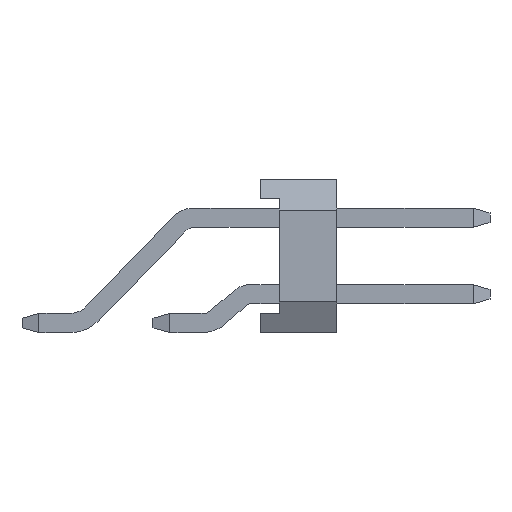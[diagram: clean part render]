
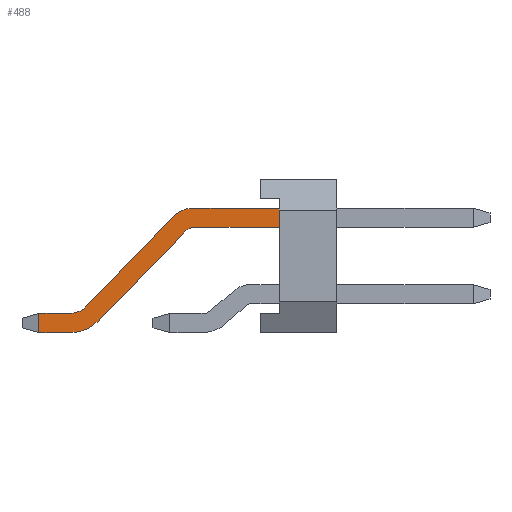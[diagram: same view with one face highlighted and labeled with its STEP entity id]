
A CAD part, left-side view. The second image highlights one B-rep face of the part: STEP entity #488.
In plain terms, the highlighted planar face has unit normal (-1, 0, 0).
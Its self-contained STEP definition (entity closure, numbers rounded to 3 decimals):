
#488=ADVANCED_FACE('',(#1040),#1041,.F.);
#1040=FACE_OUTER_BOUND('',#1641,.T.);
#1041=PLANE('',#1642);
#1641=EDGE_LOOP('',(#3073,#3074,#3075,#3076,#3077,#3078,#3079,#3080,#3081,#3082,#3083,#3084));
#1642=AXIS2_PLACEMENT_3D('',#3085,#3086,#3087);
#3073=ORIENTED_EDGE('',*,*,#4158,.F.);
#3074=ORIENTED_EDGE('',*,*,#4170,.T.);
#3075=ORIENTED_EDGE('',*,*,#3709,.F.);
#3076=ORIENTED_EDGE('',*,*,#3851,.T.);
#3077=ORIENTED_EDGE('',*,*,#4002,.T.);
#3078=ORIENTED_EDGE('',*,*,#3677,.T.);
#3079=ORIENTED_EDGE('',*,*,#4015,.T.);
#3080=ORIENTED_EDGE('',*,*,#4171,.T.);
#3081=ORIENTED_EDGE('',*,*,#4172,.F.);
#3082=ORIENTED_EDGE('',*,*,#4132,.T.);
#3083=ORIENTED_EDGE('',*,*,#3655,.T.);
#3084=ORIENTED_EDGE('',*,*,#3798,.T.);
#3085=CARTESIAN_POINT('',(-2.25,-0.443,-0.304));
#3086=DIRECTION('',(1.0,0.,0.));
#3087=DIRECTION('',(0.,1.0,0.));
#3655=EDGE_CURVE('',#4404,#4402,#4405,.T.);
#3677=EDGE_CURVE('',#4441,#4442,#4443,.T.);
#3709=EDGE_CURVE('',#4493,#4495,#4496,.T.);
#3798=EDGE_CURVE('',#4402,#4639,#4642,.T.);
#3851=EDGE_CURVE('',#4493,#4720,#4722,.T.);
#4002=EDGE_CURVE('',#4720,#4441,#4954,.T.);
#4015=EDGE_CURVE('',#4442,#4470,#4968,.T.);
#4132=EDGE_CURVE('',#5114,#4404,#5115,.T.);
#4158=EDGE_CURVE('',#5148,#4639,#5150,.T.);
#4170=EDGE_CURVE('',#5148,#4495,#5165,.T.);
#4171=EDGE_CURVE('',#4470,#5166,#5167,.T.);
#4172=EDGE_CURVE('',#5114,#5166,#5168,.T.);
#4402=VERTEX_POINT('',#5447);
#4404=VERTEX_POINT('',#5450);
#4405=CIRCLE('',#5451,0.4);
#4441=VERTEX_POINT('',#5503);
#4442=VERTEX_POINT('',#5504);
#4443=LINE('',#5505,#5506);
#4470=VERTEX_POINT('',#5545);
#4493=VERTEX_POINT('',#5577);
#4495=VERTEX_POINT('',#5580);
#4496=CIRCLE('',#5581,0.7);
#4639=VERTEX_POINT('',#5785);
#4642=LINE('',#5789,#5790);
#4720=VERTEX_POINT('',#5906);
#4722=LINE('',#5909,#5910);
#4954=CIRCLE('',#6254,0.627);
#4968=LINE('',#6275,#6276);
#5114=VERTEX_POINT('',#6495);
#5115=LINE('',#6496,#6497);
#5148=VERTEX_POINT('',#6548);
#5150=LINE('',#6551,#6552);
#5165=LINE('',#6573,#6574);
#5166=VERTEX_POINT('',#6575);
#5167=LINE('',#6576,#6577);
#5168=CIRCLE('',#6578,1.);
#5447=CARTESIAN_POINT('',(-2.25,1.683,0.75));
#5450=CARTESIAN_POINT('',(-2.25,1.945,0.653));
#5451=AXIS2_PLACEMENT_3D('',#6797,#6798,#6799);
#5503=CARTESIAN_POINT('',(-2.25,4.978,-1.5));
#5504=CARTESIAN_POINT('',(-2.25,5.781,-1.5));
#5505=CARTESIAN_POINT('',(-2.25,4.978,-1.5));
#5506=VECTOR('',#6816,1.0);
#5545=CARTESIAN_POINT('',(-2.25,5.781,-2.));
#5577=CARTESIAN_POINT('',(-2.25,2.215,1.08));
#5580=CARTESIAN_POINT('',(-2.25,1.758,1.25));
#5581=AXIS2_PLACEMENT_3D('',#6845,#6846,#6847);
#5785=CARTESIAN_POINT('',(-2.25,-0.5,0.75));
#5789=CARTESIAN_POINT('',(-2.25,1.683,0.75));
#5790=VECTOR('',#6937,1.0);
#5906=CARTESIAN_POINT('',(-2.25,4.55,-1.33));
#5909=CARTESIAN_POINT('',(-2.25,2.215,1.08));
#5910=VECTOR('',#6980,1.0);
#6254=AXIS2_PLACEMENT_3D('',#7120,#7121,#7122);
#6275=CARTESIAN_POINT('',(-2.25,5.781,-0.652));
#6276=VECTOR('',#7130,1.0);
#6495=CARTESIAN_POINT('',(-2.25,4.26,-1.724));
#6496=CARTESIAN_POINT('',(-2.25,4.26,-1.724));
#6497=VECTOR('',#7219,1.0);
#6548=CARTESIAN_POINT('',(-2.25,-0.5,1.25));
#6551=CARTESIAN_POINT('',(-2.25,-0.5,-0.152));
#6552=VECTOR('',#7242,1.0);
#6573=CARTESIAN_POINT('',(-2.25,-5.56,1.25));
#6574=VECTOR('',#7252,1.0);
#6575=CARTESIAN_POINT('',(-2.25,4.95,-2.));
#6576=CARTESIAN_POINT('',(-2.25,5.781,-2.));
#6577=VECTOR('',#7253,1.0);
#6578=AXIS2_PLACEMENT_3D('',#7254,#7255,#7256);
#6797=CARTESIAN_POINT('',(-2.25,1.683,0.35));
#6798=DIRECTION('',(1.0,0.,0.));
#6799=DIRECTION('',(0.,1.0,0.));
#6816=DIRECTION('',(0.,1.0,0.));
#6845=CARTESIAN_POINT('',(-2.25,1.758,0.55));
#6846=DIRECTION('',(1.0,0.,0.));
#6847=DIRECTION('',(0.,1.0,0.));
#6937=DIRECTION('',(0.,-1.0,0.));
#6980=DIRECTION('',(0.,0.696,-0.718));
#7120=CARTESIAN_POINT('',(-2.25,4.979,-0.873));
#7121=DIRECTION('',(1.0,0.,0.));
#7122=DIRECTION('',(0.,1.0,0.));
#7130=DIRECTION('',(0.,0.,-1.0));
#7219=DIRECTION('',(0.,-0.698,0.716));
#7242=DIRECTION('',(0.0,0.,-1.0));
#7252=DIRECTION('',(0.,1.0,0.));
#7253=DIRECTION('',(0.,-1.0,0.));
#7254=CARTESIAN_POINT('',(-2.25,4.95,-1.));
#7255=DIRECTION('',(1.0,0.,0.));
#7256=DIRECTION('',(0.,1.0,0.));
